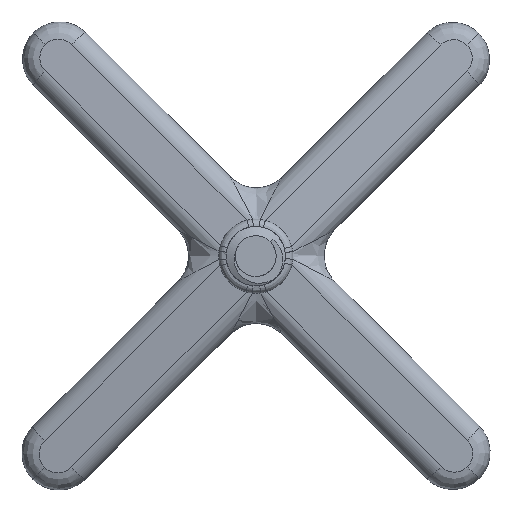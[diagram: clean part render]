
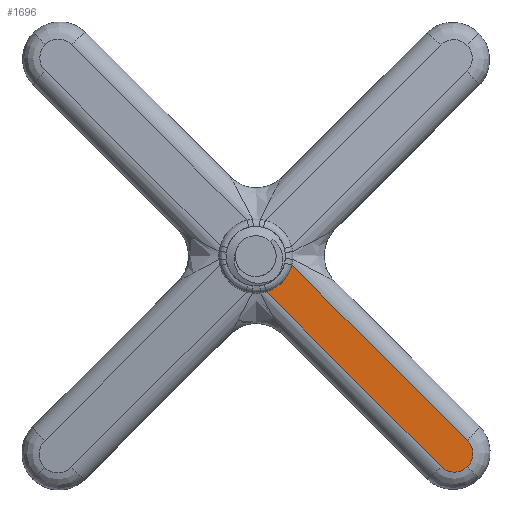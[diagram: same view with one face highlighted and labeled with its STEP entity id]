
A CAD part, top view. The second image highlights one B-rep face of the part: STEP entity #1696.
In plain terms, the highlighted planar face has unit normal (0.071, -0.071, 0.995).
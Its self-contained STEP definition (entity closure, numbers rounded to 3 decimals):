
#1123=CARTESIAN_POINT('',(221.377,-0.848,4.781));
#1124=VERTEX_POINT('',#1123);
#1135=CARTESIAN_POINT('',(240.314,-19.785,2.082));
#1136=VERTEX_POINT('',#1135);
#1137=CARTESIAN_POINT('',(240.314,-19.785,2.082));
#1138=DIRECTION('',(-0.704,0.704,0.1));
#1139=VECTOR('',#1138,26.917);
#1140=LINE('',#1137,#1139);
#1141=EDGE_CURVE('',#1136,#1124,#1140,.T.);
#1619=CARTESIAN_POINT('',(220.579,5.607,5.298));
#1620=DIRECTION('',(-0.071,0.071,-0.995));
#1621=DIRECTION('',(0.704,-0.704,-0.1));
#1622=AXIS2_PLACEMENT_3D('',#1619,#1620,#1621);
#1623=PLANE('',#1622);
#1624=CARTESIAN_POINT('',(218.622,-3.75,4.77));
#1625=VERTEX_POINT('',#1624);
#1626=CARTESIAN_POINT('',(218.622,-3.75,4.77));
#1627=CARTESIAN_POINT('',(218.96,-3.65,4.753));
#1628=CARTESIAN_POINT('',(219.277,-3.509,4.741));
#1629=CARTESIAN_POINT('',(219.575,-3.327,4.732));
#1630=CARTESIAN_POINT('',(219.724,-3.236,4.728));
#1631=CARTESIAN_POINT('',(219.869,-3.133,4.725));
#1632=CARTESIAN_POINT('',(220.005,-3.023,4.723));
#1633=CARTESIAN_POINT('',(220.141,-2.913,4.722));
#1634=CARTESIAN_POINT('',(220.268,-2.795,4.721));
#1635=CARTESIAN_POINT('',(220.388,-2.669,4.721));
#1636=CARTESIAN_POINT('',(220.508,-2.543,4.722));
#1637=CARTESIAN_POINT('',(220.619,-2.409,4.723));
#1638=CARTESIAN_POINT('',(220.723,-2.267,4.726));
#1639=CARTESIAN_POINT('',(220.826,-2.125,4.729));
#1640=CARTESIAN_POINT('',(220.92,-1.976,4.733));
#1641=CARTESIAN_POINT('',(221.003,-1.823,4.738));
#1642=CARTESIAN_POINT('',(221.086,-1.67,4.743));
#1643=CARTESIAN_POINT('',(221.159,-1.513,4.749));
#1644=CARTESIAN_POINT('',(221.221,-1.35,4.756));
#1645=CARTESIAN_POINT('',(221.284,-1.188,4.763));
#1646=CARTESIAN_POINT('',(221.336,-1.019,4.771));
#1647=CARTESIAN_POINT('',(221.377,-0.848,4.781));
#1648=B_SPLINE_CURVE_WITH_KNOTS('',3,(#1626,#1627,#1628,#1629,#1630,#1631,#1632,#1633,#1634,#1635,#1636,#1637,#1638,#1639,#1640,#1641,#1642,#1643,#1644,#1645,#1646,#1647),.UNSPECIFIED.,.F.,.F.,(4,3,3,3,3,3,3,4),(0.,0.001,0.002,0.002,0.003,0.003,0.004,0.004),.UNSPECIFIED.);
#1649=EDGE_CURVE('',#1625,#1124,#1648,.T.);
#1650=ORIENTED_EDGE('',*,*,#1649,.F.);
#1651=CARTESIAN_POINT('',(237.486,-22.614,2.082));
#1652=VERTEX_POINT('',#1651);
#1653=CARTESIAN_POINT('',(218.622,-3.75,4.77));
#1654=DIRECTION('',(0.704,-0.704,-0.1));
#1655=VECTOR('',#1654,26.812);
#1656=LINE('',#1653,#1655);
#1657=EDGE_CURVE('',#1625,#1652,#1656,.T.);
#1658=ORIENTED_EDGE('',*,*,#1657,.T.);
#1659=CARTESIAN_POINT('',(240.314,-22.614,1.88));
#1660=VERTEX_POINT('',#1659);
#1661=CARTESIAN_POINT('',(237.486,-22.614,2.082));
#1662=CARTESIAN_POINT('',(237.653,-22.78,2.058));
#1663=CARTESIAN_POINT('',(237.863,-22.93,2.033));
#1664=CARTESIAN_POINT('',(238.106,-23.035,2.008));
#1665=CARTESIAN_POINT('',(238.349,-23.14,1.983));
#1666=CARTESIAN_POINT('',(238.624,-23.199,1.959));
#1667=CARTESIAN_POINT('',(238.9,-23.199,1.939));
#1668=CARTESIAN_POINT('',(239.176,-23.199,1.92));
#1669=CARTESIAN_POINT('',(239.451,-23.14,1.904));
#1670=CARTESIAN_POINT('',(239.694,-23.035,1.895));
#1671=CARTESIAN_POINT('',(239.937,-22.93,1.885));
#1672=CARTESIAN_POINT('',(240.148,-22.78,1.88));
#1673=CARTESIAN_POINT('',(240.314,-22.614,1.88));
#1674=B_SPLINE_CURVE_WITH_KNOTS('',3,(#1661,#1662,#1663,#1664,#1665,#1666,#1667,#1668,#1669,#1670,#1671,#1672,#1673),.UNSPECIFIED.,.F.,.F.,(4,3,3,3,4),(270.,292.5,315.,337.5,360.),.UNSPECIFIED.);
#1675=EDGE_CURVE('',#1652,#1660,#1674,.T.);
#1676=ORIENTED_EDGE('',*,*,#1675,.T.);
#1677=CARTESIAN_POINT('',(240.314,-22.614,1.88));
#1678=CARTESIAN_POINT('',(240.481,-22.447,1.88));
#1679=CARTESIAN_POINT('',(240.63,-22.237,1.885));
#1680=CARTESIAN_POINT('',(240.736,-21.994,1.895));
#1681=CARTESIAN_POINT('',(240.841,-21.751,1.904));
#1682=CARTESIAN_POINT('',(240.9,-21.476,1.92));
#1683=CARTESIAN_POINT('',(240.9,-21.199,1.939));
#1684=CARTESIAN_POINT('',(240.9,-20.923,1.959));
#1685=CARTESIAN_POINT('',(240.841,-20.648,1.983));
#1686=CARTESIAN_POINT('',(240.736,-20.405,2.008));
#1687=CARTESIAN_POINT('',(240.63,-20.162,2.033));
#1688=CARTESIAN_POINT('',(240.481,-19.952,2.058));
#1689=CARTESIAN_POINT('',(240.314,-19.785,2.082));
#1690=B_SPLINE_CURVE_WITH_KNOTS('',3,(#1677,#1678,#1679,#1680,#1681,#1682,#1683,#1684,#1685,#1686,#1687,#1688,#1689),.UNSPECIFIED.,.F.,.F.,(4,3,3,3,4),(0.,22.5,45.,67.5,90.),.UNSPECIFIED.);
#1691=EDGE_CURVE('',#1660,#1136,#1690,.T.);
#1692=ORIENTED_EDGE('',*,*,#1691,.T.);
#1693=ORIENTED_EDGE('',*,*,#1141,.T.);
#1694=EDGE_LOOP('',(#1650,#1658,#1676,#1692,#1693));
#1695=FACE_BOUND('',#1694,.T.);
#1696=ADVANCED_FACE('',(#1695),#1623,.F.);
